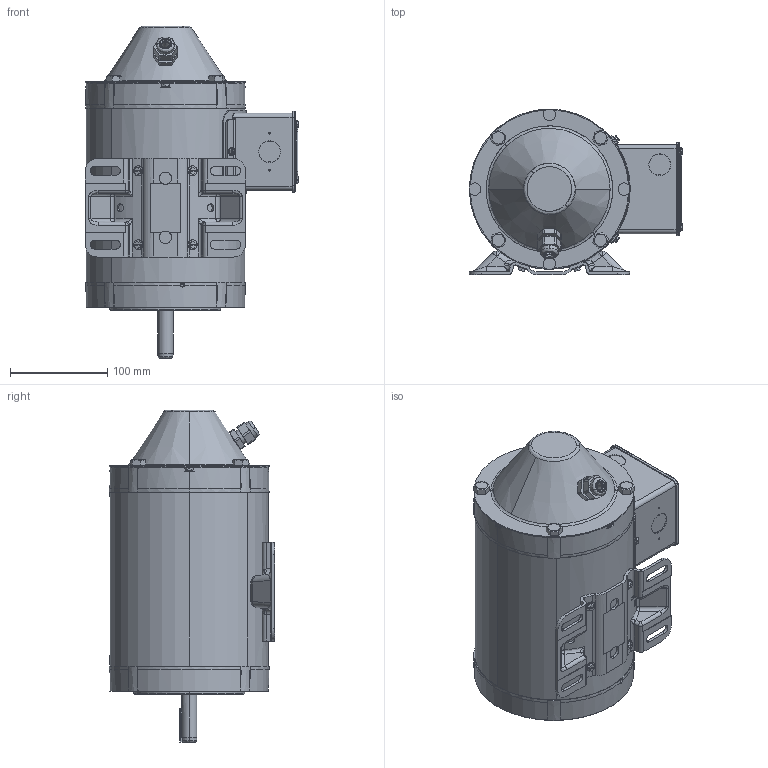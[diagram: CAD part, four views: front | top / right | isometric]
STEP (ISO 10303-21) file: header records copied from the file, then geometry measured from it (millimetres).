
FILE_DESCRIPTION (( 'STEP AP214' ), '1' );
FILE_NAME ('107388-706_Rev00 r1.STEP', '2022-01-26T13:59:32', ( '' ), ( '' ), 'SwSTEP 2.0', 'SolidWorks 2017', '' );
FILE_SCHEMA (( 'AUTOMOTIVE_DESIGN' ));
Length unit declared in the file: inch
Products named in the file (1): 107388-706_Rev00 r1
Bounding box: 219.9 x 170.76 x 342.2 mm (x, y, z)
Volume: 791242.3 mm3; surface area: 599571.6 mm2
Topology: 40 solids, 40 shells, 3559 faces, 9230 edges, 5807 vertices
Faces by surface type: plane 1326, cylinder 828, bspline 786, cone 619
Entity records: 144103 total; most frequent: CARTESIAN_POINT 62552, ORIENTED_EDGE 18380, DIRECTION 15121, EDGE_CURVE 9190, AXIS2_PLACEMENT_3D 5870, VERTEX_POINT 5807, EDGE_LOOP 3831, ADVANCED_FACE 3559
